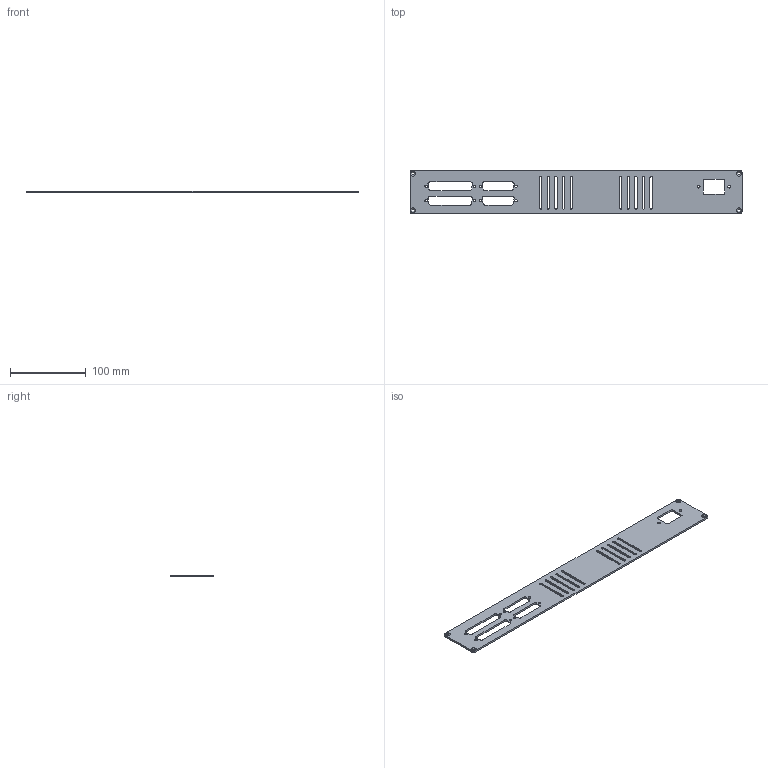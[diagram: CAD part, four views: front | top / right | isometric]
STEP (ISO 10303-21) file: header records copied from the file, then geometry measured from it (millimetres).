
FILE_DESCRIPTION(('Open CASCADE Model'),'2;1');
FILE_NAME('Open CASCADE Shape Model','2024-06-12T19:27:26',('Author'),( 'Open CASCADE'),'Open CASCADE STEP processor 7.5','Open CASCADE 7.5' ,'Unknown');
FILE_SCHEMA(('AUTOMOTIVE_DESIGN { 1 0 10303 214 1 1 1 1 }'));
Length unit declared in the file: millimetre
Products named in the file (1): Open CASCADE STEP translator 7.5 1
Bounding box: 437 x 56 x 2.5 mm (x, y, z)
Volume: 50607.8 mm3; surface area: 47003.2 mm2
Topology: 1 solids, 1 shells, 136 faces, 386 edges, 256 vertices
Faces by surface type: cylinder 82, plane 50, cone 4
Full cylindrical faces by diameter (mm): 3.2 x8, 3.4 x4, 3.5 x2, 6.4 x4
Entity records: 9670 total; most frequent: CARTESIAN_POINT 1655, DIRECTION 1576, LINE 818, VECTOR 818, ORIENTED_EDGE 772, PCURVE 772, DEFINITIONAL_REPRESENTATION 772, EDGE_CURVE 386
